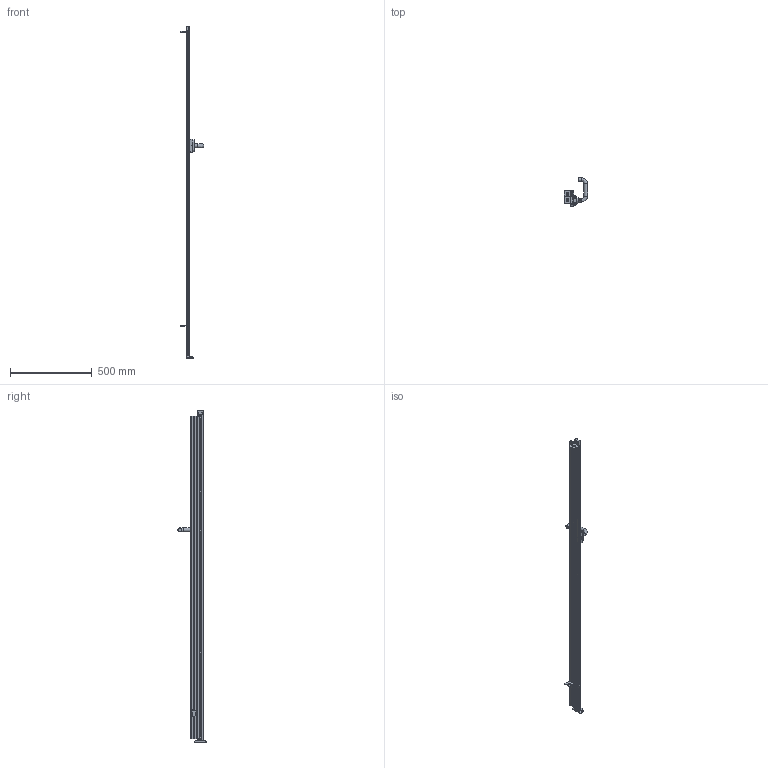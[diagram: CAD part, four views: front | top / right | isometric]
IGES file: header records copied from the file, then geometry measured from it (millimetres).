
Global section: file name: SZ8019V; native system: Autodesk Inventor 2015; preprocessor: unknown; author: Behrens; date: 20151117.130558; units: millimetre
Bounding box: 142.5 x 172.49 x 2030.5 mm (x, y, z)
Volume: 1998779.5 mm3; surface area: 838178.6 mm2
Topology: 26 solids, 26 shells, 380 faces, 1027 edges, 692 vertices
Faces by surface type: bspline 380
